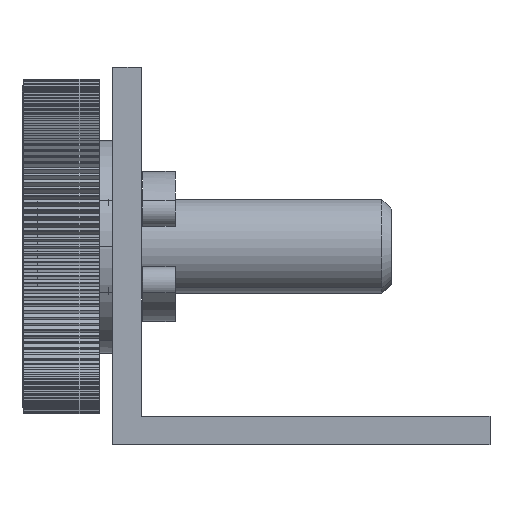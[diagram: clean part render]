
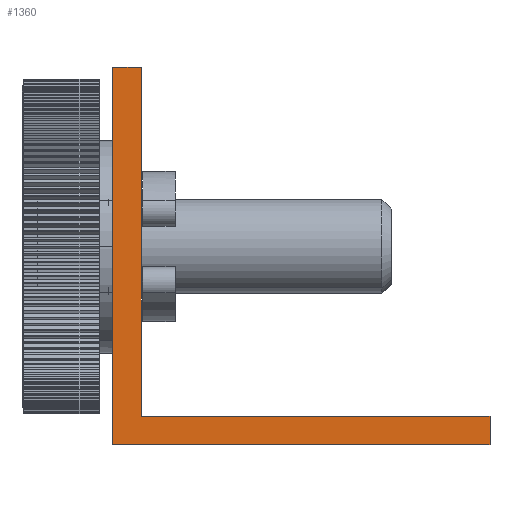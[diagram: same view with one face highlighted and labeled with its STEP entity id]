
A CAD part, front view. The second image highlights one B-rep face of the part: STEP entity #1360.
In plain terms, the highlighted planar face has unit normal (0, -1, 0).
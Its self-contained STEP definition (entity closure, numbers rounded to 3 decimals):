
#923=DIRECTION('',(1.,0.,0.));
#924=VECTOR('',#923,3.);
#925=CARTESIAN_POINT('',(0.,0.,40.));
#926=LINE('',#925,#924);
#979=DIRECTION('',(1.,0.,0.));
#980=VECTOR('',#979,37.);
#981=CARTESIAN_POINT('',(3.,0.,3.));
#982=LINE('',#981,#980);
#993=DIRECTION('',(0.,0.,-1.));
#994=VECTOR('',#993,3.);
#995=CARTESIAN_POINT('',(40.,0.,3.));
#996=LINE('',#995,#994);
#1007=DIRECTION('',(-1.,0.,0.));
#1008=VECTOR('',#1007,40.);
#1009=CARTESIAN_POINT('',(40.,0.,0.));
#1010=LINE('',#1009,#1008);
#1021=DIRECTION('',(0.,0.,1.));
#1022=VECTOR('',#1021,40.);
#1023=CARTESIAN_POINT('',(0.,0.,0.));
#1024=LINE('',#1023,#1022);
#1067=DIRECTION('',(0.,0.,-1.));
#1068=VECTOR('',#1067,37.);
#1069=CARTESIAN_POINT('',(3.,0.,40.));
#1070=LINE('',#1069,#1068);
#1161=CARTESIAN_POINT('',(0.,0.,40.));
#1162=VERTEX_POINT('',#1161);
#1163=CARTESIAN_POINT('',(3.,0.,40.));
#1164=VERTEX_POINT('',#1163);
#1169=CARTESIAN_POINT('',(40.,0.,0.));
#1170=VERTEX_POINT('',#1169);
#1171=CARTESIAN_POINT('',(0.,0.,0.));
#1172=VERTEX_POINT('',#1171);
#1175=CARTESIAN_POINT('',(40.,0.,3.));
#1176=VERTEX_POINT('',#1175);
#1179=CARTESIAN_POINT('',(3.,0.,3.));
#1180=VERTEX_POINT('',#1179);
#1346=CARTESIAN_POINT('',(0.,0.,0.));
#1347=DIRECTION('',(0.,-1.,0.));
#1348=DIRECTION('',(-1.,0.,0.));
#1349=AXIS2_PLACEMENT_3D('',#1346,#1347,#1348);
#1350=PLANE('',#1349);
#1352=ORIENTED_EDGE('',*,*,#1351,.T.);
#1353=ORIENTED_EDGE('',*,*,#1258,.T.);
#1354=ORIENTED_EDGE('',*,*,#1280,.T.);
#1355=ORIENTED_EDGE('',*,*,#1301,.T.);
#1356=ORIENTED_EDGE('',*,*,#1321,.T.);
#1357=ORIENTED_EDGE('',*,*,#1210,.T.);
#1358=EDGE_LOOP('',(#1352,#1353,#1354,#1355,#1356,#1357));
#1359=FACE_OUTER_BOUND('',#1358,.F.);
#1210=EDGE_CURVE('',#1162,#1164,#926,.T.);
#1258=EDGE_CURVE('',#1180,#1176,#982,.T.);
#1280=EDGE_CURVE('',#1176,#1170,#996,.T.);
#1301=EDGE_CURVE('',#1170,#1172,#1010,.T.);
#1321=EDGE_CURVE('',#1172,#1162,#1024,.T.);
#1351=EDGE_CURVE('',#1164,#1180,#1070,.T.);
#1360=ADVANCED_FACE('',(#1359),#1350,.T.);
